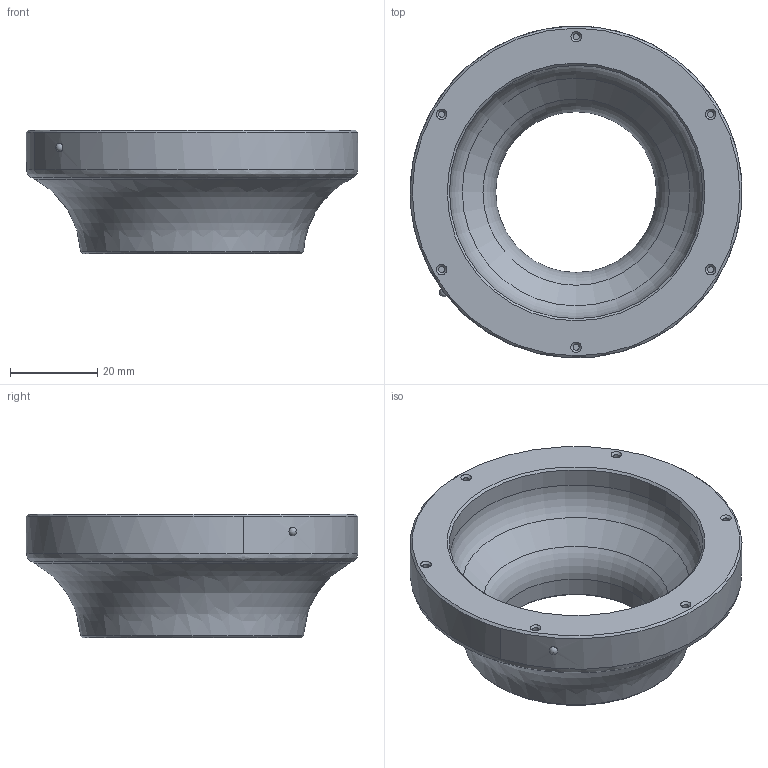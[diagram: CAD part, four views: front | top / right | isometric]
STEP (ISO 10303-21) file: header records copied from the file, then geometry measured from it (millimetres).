
FILE_DESCRIPTION(/* description */ (''),/* implementation_level */ '2;1');
FILE_NAME(/* name */ 'dumbBody_M645_PENF',/* time_stamp */ '2023-09-29T16:38:45-04:00',/* author */ ('George'),/* organization */ ('Archive 663'),/* preprocessor_version */ 'ST-DEVELOPER v16.7',/* originating_system */ 'Solid Edge',/* authorisation */ 'Unknown');
FILE_SCHEMA (('AUTOMOTIVE_DESIGN {1 0 10303 214 3 1 1}'));
Length unit declared in the file: millimetre
Products named in the file (2): mountLensBase_PENF; dumbBody_M645_PENF
Assembly tree (1 placements, depth 2):
  mountLensBase_PENF
    dumbBody_M645_PENF
Bounding box: 75.95 x 75.94 x 28.35 mm (x, y, z)
Volume: 43339.9 mm3; surface area: 14381.7 mm2
Topology: 1 solids, 1 shells, 44 faces, 96 edges, 63 vertices
Faces by surface type: cone 14, cylinder 12, plane 11, bspline 3, sphere 2, torus 2
Full cylindrical faces by diameter (mm): 1.4 x9, 36.8 x1, 58 x1, 76 x1
Entity records: 1607 total; most frequent: CARTESIAN_POINT 827, DIRECTION 166, ORIENTED_EDGE 88, EDGE_LOOP 88, FACE_BOUND 88, AXIS2_PLACEMENT_3D 83, EDGE_CURVE 44, VERTEX_POINT 44
